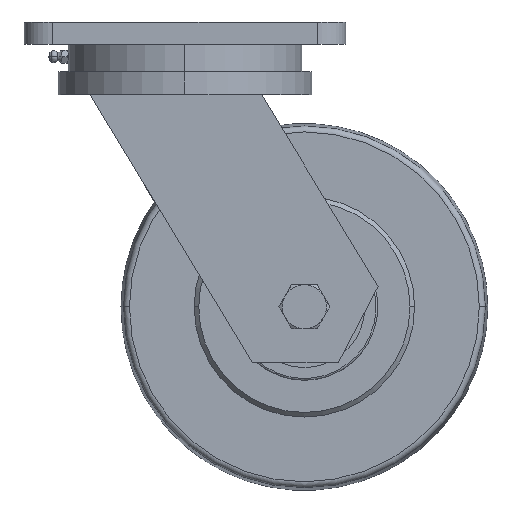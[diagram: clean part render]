
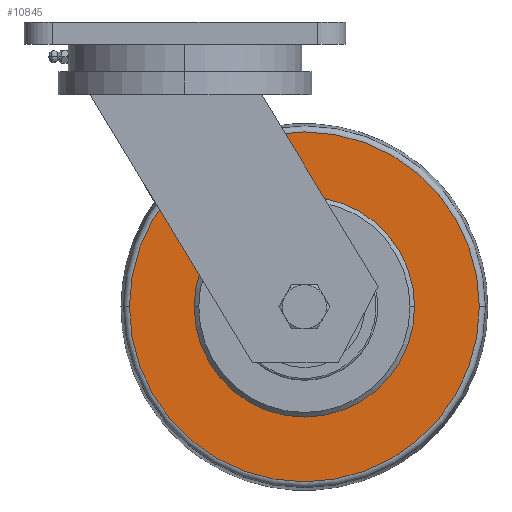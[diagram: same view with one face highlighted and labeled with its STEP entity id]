
A CAD part, top view. The second image highlights one B-rep face of the part: STEP entity #10845.
In plain terms, the highlighted planar face has unit normal (0, 0, 1).
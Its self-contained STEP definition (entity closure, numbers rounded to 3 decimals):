
#145 = CIRCLE ( 'NONE', #9848, 60. ) ;
#207 = DIRECTION ( 'NONE',  ( 0., 0., 1. ) ) ;
#235 = PLANE ( 'NONE',  #2063 ) ;
#402 = ORIENTED_EDGE ( 'NONE', *, *, #9621, .T. ) ;
#746 = CIRCLE ( 'NONE', #5280, 60. ) ;
#1272 = ORIENTED_EDGE ( 'NONE', *, *, #7081, .T. ) ;
#1691 = CARTESIAN_POINT ( 'NONE',  ( 65., -155., 27.5 ) ) ;
#2063 = AXIS2_PLACEMENT_3D ( 'NONE', #2566, #13033, #4961 ) ;
#2566 = CARTESIAN_POINT ( 'NONE',  ( 65., -155., 27.5 ) ) ;
#2964 = DIRECTION ( 'NONE',  ( 1., 0., 0. ) ) ;
#3266 = CARTESIAN_POINT ( 'NONE',  ( 65., -155., 27.5 ) ) ;
#4123 = DIRECTION ( 'NONE',  ( 0., 0., 1. ) ) ;
#4960 = VERTEX_POINT ( 'NONE', #14044 ) ;
#4961 = DIRECTION ( 'NONE',  ( -1., 0., 0. ) ) ;
#4985 = CARTESIAN_POINT ( 'NONE',  ( 65., -155., 27.5 ) ) ;
#5210 = CARTESIAN_POINT ( 'NONE',  ( 65., -155., 27.5 ) ) ;
#5280 = AXIS2_PLACEMENT_3D ( 'NONE', #5210, #9998, #2964 ) ;
#5592 = DIRECTION ( 'NONE',  ( 1., 0., 0. ) ) ;
#5794 = ORIENTED_EDGE ( 'NONE', *, *, #11905, .F. ) ;
#6960 = EDGE_LOOP ( 'NONE', ( #5794, #14968 ) ) ;
#7081 = EDGE_CURVE ( 'NONE', #14617, #10457, #8636, .T. ) ;
#7878 = AXIS2_PLACEMENT_3D ( 'NONE', #1691, #4123, #12172 ) ;
#7992 = EDGE_LOOP ( 'NONE', ( #1272, #402 ) ) ;
#8626 = AXIS2_PLACEMENT_3D ( 'NONE', #4985, #207, #12011 ) ;
#8636 = CIRCLE ( 'NONE', #7878, 95.25 ) ;
#9621 = EDGE_CURVE ( 'NONE', #10457, #14617, #11388, .T. ) ;
#9848 = AXIS2_PLACEMENT_3D ( 'NONE', #3266, #12552, #5592 ) ;
#9998 = DIRECTION ( 'NONE',  ( 0., 0., 1. ) ) ;
#10454 = CARTESIAN_POINT ( 'NONE',  ( 125., -155., 27.5 ) ) ;
#10457 = VERTEX_POINT ( 'NONE', #12681 ) ;
#10845 = ADVANCED_FACE ( 'NONE', ( #13005, #12273 ), #235, .F. ) ;
#11388 = CIRCLE ( 'NONE', #8626, 95.25 ) ;
#11905 = EDGE_CURVE ( 'NONE', #4960, #14152, #746, .T. ) ;
#12011 = DIRECTION ( 'NONE',  ( -1., 0., 0. ) ) ;
#12172 = DIRECTION ( 'NONE',  ( -1., 0., 0. ) ) ;
#12273 = FACE_OUTER_BOUND ( 'NONE', #7992, .T. ) ;
#12552 = DIRECTION ( 'NONE',  ( 0., 0., 1. ) ) ;
#12681 = CARTESIAN_POINT ( 'NONE',  ( 160.25, -155., 27.5 ) ) ;
#12705 = CARTESIAN_POINT ( 'NONE',  ( -30.25, -155., 27.5 ) ) ;
#12710 = EDGE_CURVE ( 'NONE', #14152, #4960, #145, .T. ) ;
#13005 = FACE_BOUND ( 'NONE', #6960, .T. ) ;
#13033 = DIRECTION ( 'NONE',  ( 0., 0., -1. ) ) ;
#14044 = CARTESIAN_POINT ( 'NONE',  ( 5., -155., 27.5 ) ) ;
#14152 = VERTEX_POINT ( 'NONE', #10454 ) ;
#14617 = VERTEX_POINT ( 'NONE', #12705 ) ;
#14968 = ORIENTED_EDGE ( 'NONE', *, *, #12710, .F. ) ;
